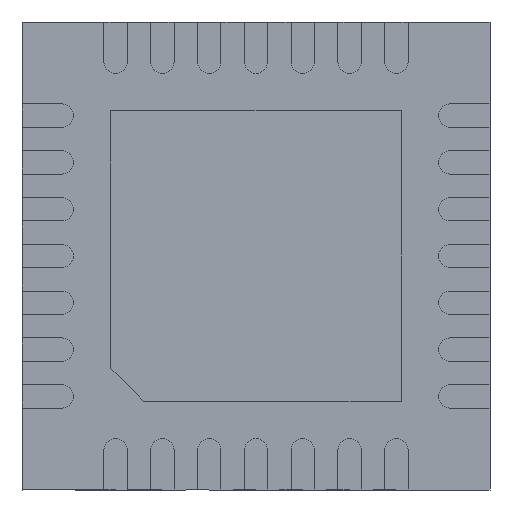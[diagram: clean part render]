
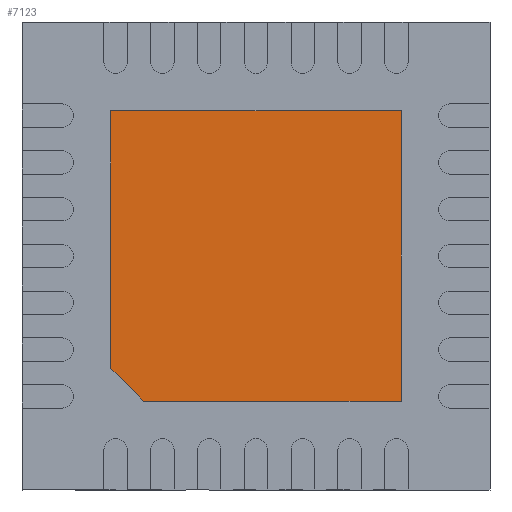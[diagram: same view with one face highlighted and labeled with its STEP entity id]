
A CAD part, front view. The second image highlights one B-rep face of the part: STEP entity #7123.
In plain terms, the highlighted planar face has unit normal (0, -1, 0).
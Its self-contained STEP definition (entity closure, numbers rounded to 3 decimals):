
#91 = DIRECTION ( 'NONE',  ( -0.707, 0., 0.707 ) ) ;
#194 = ORIENTED_EDGE ( 'NONE', *, *, #6144, .T. ) ;
#431 = VECTOR ( 'NONE', #8774, 1000. ) ;
#476 = EDGE_CURVE ( 'NONE', #5645, #7801, #821, .T. ) ;
#821 = LINE ( 'NONE', #6773, #6807 ) ;
#951 = VECTOR ( 'NONE', #4680, 1000. ) ;
#1003 = VECTOR ( 'NONE', #3376, 1000. ) ;
#1230 = VERTEX_POINT ( 'NONE', #6746 ) ;
#1249 = CARTESIAN_POINT ( 'NONE',  ( 0., 0., 0. ) ) ;
#1295 = DIRECTION ( 'NONE',  ( 0., 0., -1. ) ) ;
#1366 = VERTEX_POINT ( 'NONE', #2419 ) ;
#1367 = LINE ( 'NONE', #4344, #6513 ) ;
#1498 = VERTEX_POINT ( 'NONE', #3438 ) ;
#1926 = EDGE_CURVE ( 'NONE', #1366, #1230, #8246, .T. ) ;
#2419 = CARTESIAN_POINT ( 'NONE',  ( 1.55, 0., -1.55 ) ) ;
#2554 = LINE ( 'NONE', #4109, #1003 ) ;
#3173 = CARTESIAN_POINT ( 'NONE',  ( 1.55, 0., -1.55 ) ) ;
#3376 = DIRECTION ( 'NONE',  ( 1., 0., 0. ) ) ;
#3438 = CARTESIAN_POINT ( 'NONE',  ( -1.55, 0., 1.55 ) ) ;
#3782 = LINE ( 'NONE', #5781, #431 ) ;
#4109 = CARTESIAN_POINT ( 'NONE',  ( 1.55, 0., -1.55 ) ) ;
#4260 = EDGE_CURVE ( 'NONE', #1230, #1498, #1367, .T. ) ;
#4321 = FACE_OUTER_BOUND ( 'NONE', #5740, .T. ) ;
#4344 = CARTESIAN_POINT ( 'NONE',  ( 1.55, 0., 1.55 ) ) ;
#4604 = EDGE_CURVE ( 'NONE', #1498, #7801, #3782, .T. ) ;
#4680 = DIRECTION ( 'NONE',  ( 0., 0., 1. ) ) ;
#4829 = CARTESIAN_POINT ( 'NONE',  ( -1.55, 0., -1.2 ) ) ;
#4902 = AXIS2_PLACEMENT_3D ( 'NONE', #1249, #7294, #1295 ) ;
#5007 = PLANE ( 'NONE',  #4902 ) ;
#5204 = ORIENTED_EDGE ( 'NONE', *, *, #4260, .T. ) ;
#5305 = ORIENTED_EDGE ( 'NONE', *, *, #476, .F. ) ;
#5309 = DIRECTION ( 'NONE',  ( -1., 0., 0. ) ) ;
#5645 = VERTEX_POINT ( 'NONE', #5987 ) ;
#5740 = EDGE_LOOP ( 'NONE', ( #5305, #194, #7066, #5204, #7430 ) ) ;
#5781 = CARTESIAN_POINT ( 'NONE',  ( -1.55, 0., -1.55 ) ) ;
#5987 = CARTESIAN_POINT ( 'NONE',  ( -1.2, 0., -1.55 ) ) ;
#6144 = EDGE_CURVE ( 'NONE', #5645, #1366, #2554, .T. ) ;
#6513 = VECTOR ( 'NONE', #5309, 1000. ) ;
#6746 = CARTESIAN_POINT ( 'NONE',  ( 1.55, 0., 1.55 ) ) ;
#6773 = CARTESIAN_POINT ( 'NONE',  ( -1.375, 0., -1.375 ) ) ;
#6807 = VECTOR ( 'NONE', #91, 1000. ) ;
#7066 = ORIENTED_EDGE ( 'NONE', *, *, #1926, .T. ) ;
#7123 = ADVANCED_FACE ( 'NONE', ( #4321 ), #5007, .T. ) ;
#7294 = DIRECTION ( 'NONE',  ( 0., -1., 0. ) ) ;
#7430 = ORIENTED_EDGE ( 'NONE', *, *, #4604, .T. ) ;
#7801 = VERTEX_POINT ( 'NONE', #4829 ) ;
#8246 = LINE ( 'NONE', #3173, #951 ) ;
#8774 = DIRECTION ( 'NONE',  ( 0., 0., -1. ) ) ;
